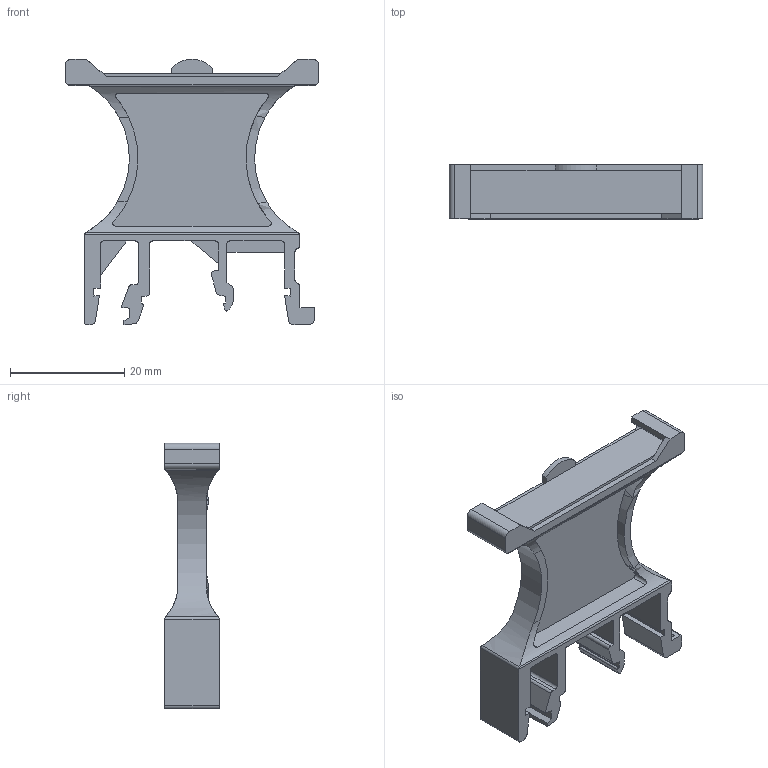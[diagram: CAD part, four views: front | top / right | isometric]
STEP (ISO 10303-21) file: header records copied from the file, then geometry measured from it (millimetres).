
FILE_DESCRIPTION (( 'STEP AP203' ), '1' );
FILE_NAME ('GMH6.STEP', '2024-11-22T12:31:30', ( '' ), ( '' ), 'SwSTEP 2.0', 'SolidWorks 2022', '' );
FILE_SCHEMA (( 'CONFIG_CONTROL_DESIGN' ));
Length unit declared in the file: millimetre
Products named in the file (1): GMH6
Bounding box: 44.4 x 9.5 x 46.45 mm (x, y, z)
Volume: 4722.8 mm3; surface area: 5284.3 mm2
Topology: 1 solids, 1 shells, 185 faces, 527 edges, 344 vertices
Faces by surface type: plane 99, cylinder 85, bspline 1
Entity records: 6633 total; most frequent: CARTESIAN_POINT 1754, ORIENTED_EDGE 1054, DIRECTION 960, EDGE_CURVE 527, VERTEX_POINT 344, VECTOR 336, LINE 336, AXIS2_PLACEMENT_3D 312
